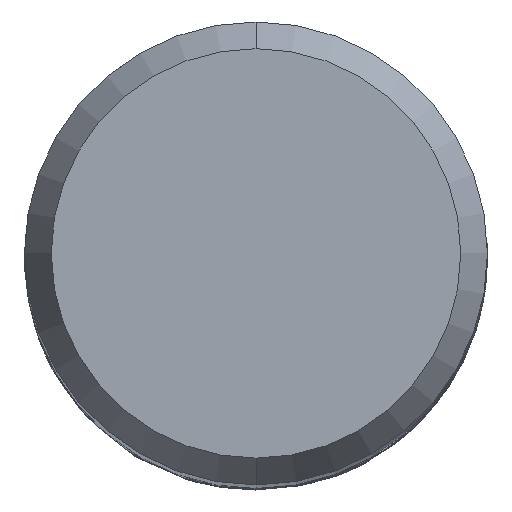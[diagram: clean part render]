
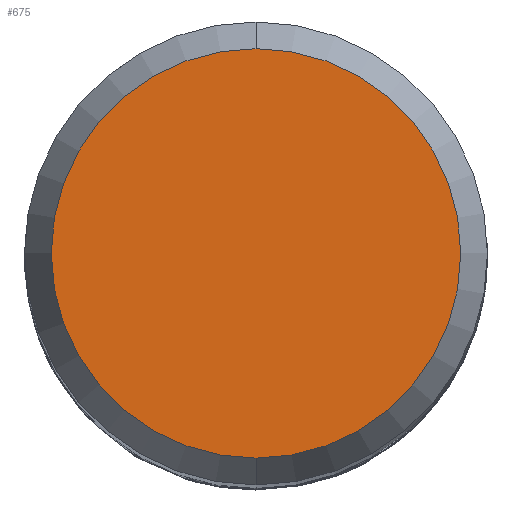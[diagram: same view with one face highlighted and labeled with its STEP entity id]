
A CAD part, top view. The second image highlights one B-rep face of the part: STEP entity #675.
In plain terms, the highlighted planar face has unit normal (0, 0, 1).
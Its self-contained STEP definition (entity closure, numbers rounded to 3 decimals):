
#675=ADVANCED_FACE('',(#1866),#1867,.T.);
#983=VERTEX_POINT('',#2194);
#1103=EDGE_CURVE('',#1317,#983,#2327,.T.);
#1295=EDGE_CURVE('',#983,#1317,#2536,.T.);
#1317=VERTEX_POINT('',#2561);
#1866=FACE_OUTER_BOUND('',#3956,.T.);
#1867=PLANE('',#3957);
#2194=CARTESIAN_POINT('',(0.0,4.423,0.0));
#2327=CIRCLE('',#7524,4.423);
#2536=CIRCLE('',#10070,4.423);
#2561=CARTESIAN_POINT('',(0.,-4.423,0.0));
#3956=EDGE_LOOP('',(#17002,#17003));
#3957=AXIS2_PLACEMENT_3D('',#17004,#17005,#17006);
#7524=AXIS2_PLACEMENT_3D('',#17373,#17374,#17375);
#10070=AXIS2_PLACEMENT_3D('',#17596,#17597,#17598);
#17002=ORIENTED_EDGE('',*,*,#1295,.F.);
#17003=ORIENTED_EDGE('',*,*,#1103,.F.);
#17004=CARTESIAN_POINT('',(0.0,2.211,0.0));
#17005=DIRECTION('',(-0.0,0.0,1.0));
#17006=DIRECTION('',(0.0,-1.0,0.0));
#17373=CARTESIAN_POINT('',(0.0,0.0,0.0));
#17374=DIRECTION('',(0.0,0.0,-1.0));
#17375=DIRECTION('',(0.0,1.0,0.0));
#17596=CARTESIAN_POINT('',(0.0,0.0,0.0));
#17597=DIRECTION('',(0.0,0.0,-1.0));
#17598=DIRECTION('',(0.0,1.0,0.0));
